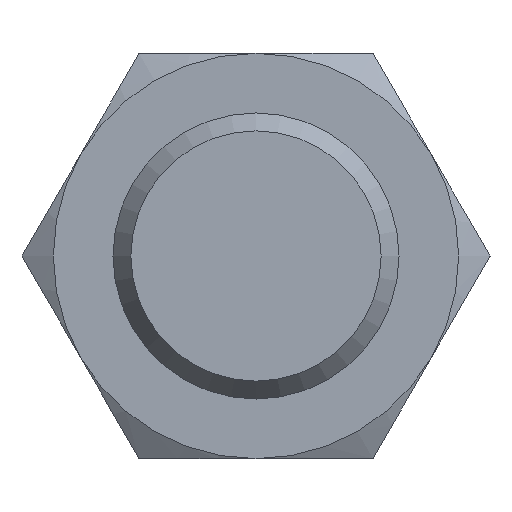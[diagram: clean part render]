
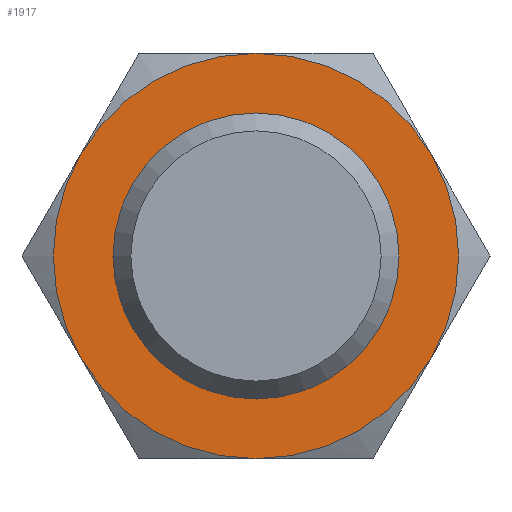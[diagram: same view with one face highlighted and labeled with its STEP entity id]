
A CAD part, front view. The second image highlights one B-rep face of the part: STEP entity #1917.
In plain terms, the highlighted planar face has unit normal (0, -1, 0).
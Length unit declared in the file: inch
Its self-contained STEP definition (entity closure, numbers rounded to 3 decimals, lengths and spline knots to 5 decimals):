
#27 = FACE_BOUND ( 'NONE', #1017, .T. ) ;
#38 = CARTESIAN_POINT ( 'NONE',  ( 0.28543, -0.53937, 0. ) ) ;
#62 = PLANE ( 'NONE',  #769 ) ;
#78 = CARTESIAN_POINT ( 'NONE',  ( -0.28981, -0.53937, -0.16732 ) ) ;
#147 = ORIENTED_EDGE ( 'NONE', *, *, #810, .F. ) ;
#149 = CARTESIAN_POINT ( 'NONE',  ( 0., -0.53937, 0. ) ) ;
#180 = ORIENTED_EDGE ( 'NONE', *, *, #1434, .F. ) ;
#194 = CARTESIAN_POINT ( 'NONE',  ( 0., -0.53937, 0. ) ) ;
#196 = CIRCLE ( 'NONE', #1844, 0.33465 ) ;
#260 = DIRECTION ( 'NONE',  ( 0., 0., -1. ) ) ;
#271 = CIRCLE ( 'NONE', #1352, 0.33465 ) ;
#318 = CARTESIAN_POINT ( 'NONE',  ( 0.28981, -0.53937, 0.16732 ) ) ;
#392 = DIRECTION ( 'NONE',  ( 0., 0., -1. ) ) ;
#438 = CARTESIAN_POINT ( 'NONE',  ( 0.28981, -0.53937, -0.16732 ) ) ;
#446 = EDGE_CURVE ( 'NONE', #652, #686, #196, .T. ) ;
#447 = AXIS2_PLACEMENT_3D ( 'NONE', #1360, #1166, #1786 ) ;
#468 = CARTESIAN_POINT ( 'NONE',  ( 0., -0.53937, -0.23622 ) ) ;
#477 = CARTESIAN_POINT ( 'NONE',  ( 0., -0.53937, -0.33465 ) ) ;
#502 = EDGE_CURVE ( 'NONE', #2089, #2089, #548, .T. ) ;
#548 = CIRCLE ( 'NONE', #1908, 0.23622 ) ;
#567 = DIRECTION ( 'NONE',  ( 0., 1., 0. ) ) ;
#602 = DIRECTION ( 'NONE',  ( 0., 1., 0. ) ) ;
#609 = EDGE_CURVE ( 'NONE', #686, #898, #1349, .T. ) ;
#652 = VERTEX_POINT ( 'NONE', #438 ) ;
#686 = VERTEX_POINT ( 'NONE', #477 ) ;
#693 = DIRECTION ( 'NONE',  ( 0., 0., 1. ) ) ;
#764 = AXIS2_PLACEMENT_3D ( 'NONE', #1756, #567, #772 ) ;
#769 = AXIS2_PLACEMENT_3D ( 'NONE', #38, #1969, #392 ) ;
#772 = DIRECTION ( 'NONE',  ( 0., 0., 1. ) ) ;
#784 = ORIENTED_EDGE ( 'NONE', *, *, #609, .F. ) ;
#795 = EDGE_CURVE ( 'NONE', #2059, #1816, #837, .T. ) ;
#810 = EDGE_CURVE ( 'NONE', #2088, #2059, #1608, .T. ) ;
#837 = CIRCLE ( 'NONE', #447, 0.33465 ) ;
#898 = VERTEX_POINT ( 'NONE', #78 ) ;
#936 = DIRECTION ( 'NONE',  ( 0., 1., 0. ) ) ;
#972 = AXIS2_PLACEMENT_3D ( 'NONE', #149, #1797, #1603 ) ;
#990 = ORIENTED_EDGE ( 'NONE', *, *, #795, .F. ) ;
#1017 = EDGE_LOOP ( 'NONE', ( #1132 ) ) ;
#1044 = FACE_OUTER_BOUND ( 'NONE', #1226, .T. ) ;
#1058 = EDGE_CURVE ( 'NONE', #898, #2088, #271, .T. ) ;
#1132 = ORIENTED_EDGE ( 'NONE', *, *, #502, .T. ) ;
#1166 = DIRECTION ( 'NONE',  ( 0., 1., 0. ) ) ;
#1226 = EDGE_LOOP ( 'NONE', ( #1570, #180, #990, #147, #1658, #784 ) ) ;
#1264 = CARTESIAN_POINT ( 'NONE',  ( 0., -0.53937, 0. ) ) ;
#1322 = CIRCLE ( 'NONE', #1783, 0.33465 ) ;
#1349 = CIRCLE ( 'NONE', #764, 0.33465 ) ;
#1352 = AXIS2_PLACEMENT_3D ( 'NONE', #1607, #936, #1458 ) ;
#1360 = CARTESIAN_POINT ( 'NONE',  ( 0., -0.53937, 0. ) ) ;
#1434 = EDGE_CURVE ( 'NONE', #1816, #652, #1322, .T. ) ;
#1458 = DIRECTION ( 'NONE',  ( 0., 0., 1. ) ) ;
#1475 = DIRECTION ( 'NONE',  ( 0., 1., 0. ) ) ;
#1505 = CARTESIAN_POINT ( 'NONE',  ( 0., -0.53937, 0. ) ) ;
#1570 = ORIENTED_EDGE ( 'NONE', *, *, #446, .F. ) ;
#1603 = DIRECTION ( 'NONE',  ( 0., 0., 1. ) ) ;
#1607 = CARTESIAN_POINT ( 'NONE',  ( 0., -0.53937, 0. ) ) ;
#1608 = CIRCLE ( 'NONE', #972, 0.33465 ) ;
#1658 = ORIENTED_EDGE ( 'NONE', *, *, #1058, .F. ) ;
#1687 = DIRECTION ( 'NONE',  ( 0., 1., 0. ) ) ;
#1756 = CARTESIAN_POINT ( 'NONE',  ( 0., -0.53937, 0. ) ) ;
#1783 = AXIS2_PLACEMENT_3D ( 'NONE', #1505, #1475, #2105 ) ;
#1786 = DIRECTION ( 'NONE',  ( 0., 0., 1. ) ) ;
#1797 = DIRECTION ( 'NONE',  ( 0., 1., 0. ) ) ;
#1816 = VERTEX_POINT ( 'NONE', #318 ) ;
#1844 = AXIS2_PLACEMENT_3D ( 'NONE', #194, #1687, #693 ) ;
#1886 = CARTESIAN_POINT ( 'NONE',  ( 0., -0.53937, 0.33465 ) ) ;
#1908 = AXIS2_PLACEMENT_3D ( 'NONE', #1264, #602, #260 ) ;
#1917 = ADVANCED_FACE ( 'NONE', ( #27, #1044 ), #62, .T. ) ;
#1969 = DIRECTION ( 'NONE',  ( 0., -1., 0. ) ) ;
#2033 = CARTESIAN_POINT ( 'NONE',  ( -0.28981, -0.53937, 0.16732 ) ) ;
#2059 = VERTEX_POINT ( 'NONE', #1886 ) ;
#2088 = VERTEX_POINT ( 'NONE', #2033 ) ;
#2089 = VERTEX_POINT ( 'NONE', #468 ) ;
#2105 = DIRECTION ( 'NONE',  ( 0., 0., 1. ) ) ;
